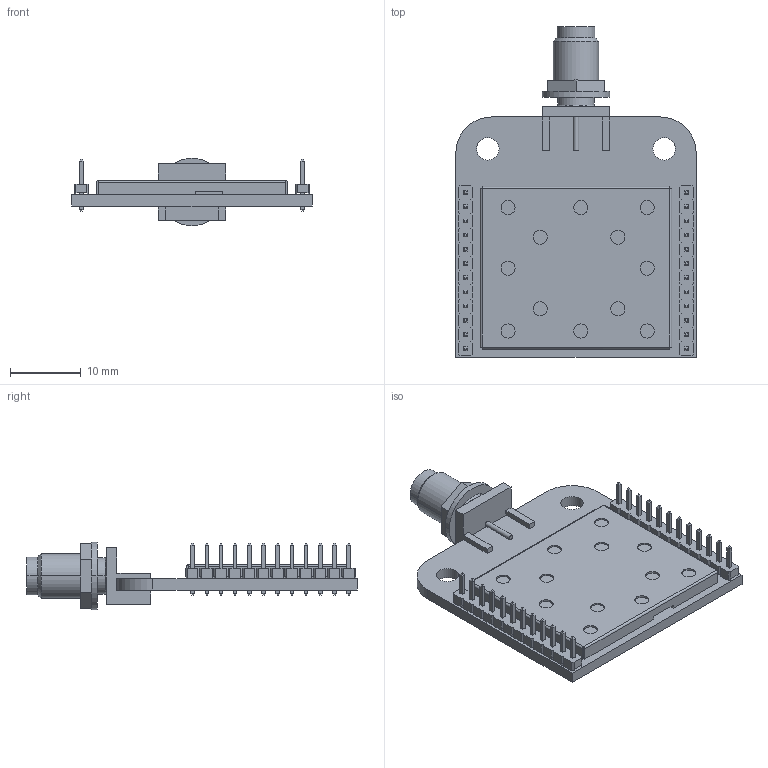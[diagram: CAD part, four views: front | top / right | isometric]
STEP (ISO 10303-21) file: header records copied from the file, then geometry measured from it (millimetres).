
FILE_DESCRIPTION(('Open CASCADE Model'),'2;1');
FILE_NAME('Open CASCADE Shape Model','2015-12-04T11:35:06',('Author'),( 'Open CASCADE'),'Open CASCADE STEP processor 6.8','Open CASCADE 6.8' ,'Unknown');
FILE_SCHEMA(('AUTOMOTIVE_DESIGN { 1 0 10303 214 1 1 1 1 }'));
Length unit declared in the file: millimetre
Products named in the file (10): PCB; Board; S1; SHLD001; J2; Emerson_142-4701-801; Free-Models; m22-2511205_asm; M22-25112_MOULD; M22-251_CONTACT
Assembly tree (21 placements, depth 4):
  PCB
    Board
    S1
      SHLD001
    J2
      Emerson_142-4701-801
    Free-Models
      m22-2511205_asm  x2
        M22-25112_MOULD
        M22-251_CONTACT
Bounding box: 33.86 x 46.56 x 9.53 mm (x, y, z)
Volume: 2607 mm3; surface area: 5581.4 mm2
Topology: 31 solids, 31 shells, 839 faces, 2000 edges, 1225 vertices
Faces by surface type: plane 773, cylinder 58, cone 6, sphere 2
Full cylindrical faces by diameter (mm): 3.175 x2
Entity records: 28170 total; most frequent: CARTESIAN_POINT 10056, DIRECTION 3236, LINE 2182, VECTOR 2182, ORIENTED_EDGE 1784, PCURVE 1784, DEFINITIONAL_REPRESENTATION 1784, EDGE_CURVE 892
